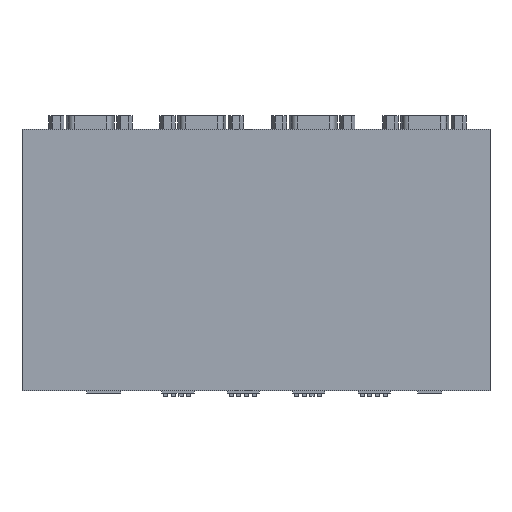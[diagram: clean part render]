
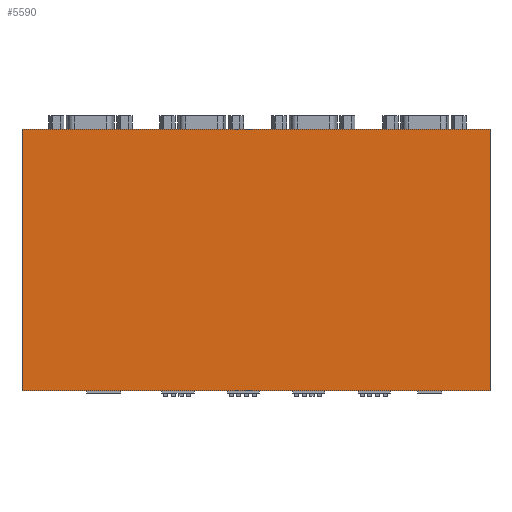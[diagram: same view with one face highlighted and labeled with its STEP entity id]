
A CAD part, front view. The second image highlights one B-rep face of the part: STEP entity #5590.
In plain terms, the highlighted planar face has unit normal (0, -1, 0).
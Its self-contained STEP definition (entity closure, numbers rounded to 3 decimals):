
#505=LINE('',#8249,#1071);
#711=LINE('',#8959,#1277);
#784=LINE('',#9213,#1350);
#786=LINE('',#9217,#1352);
#1071=VECTOR('',#6620,168.);
#1277=VECTOR('',#7362,168.);
#1350=VECTOR('',#7637,93.75);
#1352=VECTOR('',#7643,93.75);
#1691=FACE_OUTER_BOUND('',#2161,.T.);
#2161=EDGE_LOOP('',(#4979,#4980,#4981,#4982));
#2510=VERTEX_POINT('',#8246);
#2511=VERTEX_POINT('',#8248);
#2746=VERTEX_POINT('',#8957);
#2747=VERTEX_POINT('',#8958);
#3114=EDGE_CURVE('',#2510,#2511,#505,.T.);
#3434=EDGE_CURVE('',#2746,#2747,#711,.T.);
#3545=EDGE_CURVE('',#2511,#2746,#784,.T.);
#3547=EDGE_CURVE('',#2747,#2510,#786,.T.);
#4979=ORIENTED_EDGE('',*,*,#3114,.F.);
#4980=ORIENTED_EDGE('',*,*,#3547,.F.);
#4981=ORIENTED_EDGE('',*,*,#3434,.F.);
#4982=ORIENTED_EDGE('',*,*,#3545,.F.);
#5249=PLANE('',#6087);
#5590=ADVANCED_FACE('',(#1691),#5249,.T.);
#6087=AXIS2_PLACEMENT_3D('',#9216,#7641,#7642);
#6620=DIRECTION('',(-1.,0.,0.));
#7362=DIRECTION('',(1.,0.,0.));
#7637=DIRECTION('',(0.,0.,1.));
#7641=DIRECTION('center_axis',(0.,-1.,0.));
#7642=DIRECTION('ref_axis',(0.,0.,-1.));
#7643=DIRECTION('',(0.,0.,-1.));
#8246=CARTESIAN_POINT('',(84.,-15.,-46.875));
#8248=CARTESIAN_POINT('',(-84.,-15.,-46.875));
#8249=CARTESIAN_POINT('',(0.,-15.,-46.875));
#8957=CARTESIAN_POINT('',(-84.,-15.,46.875));
#8958=CARTESIAN_POINT('',(84.,-15.,46.875));
#8959=CARTESIAN_POINT('',(0.,-15.,46.875));
#9213=CARTESIAN_POINT('',(-84.,-15.,-46.875));
#9216=CARTESIAN_POINT('Origin',(0.,-15.,46.875));
#9217=CARTESIAN_POINT('',(84.,-15.,-46.875));
